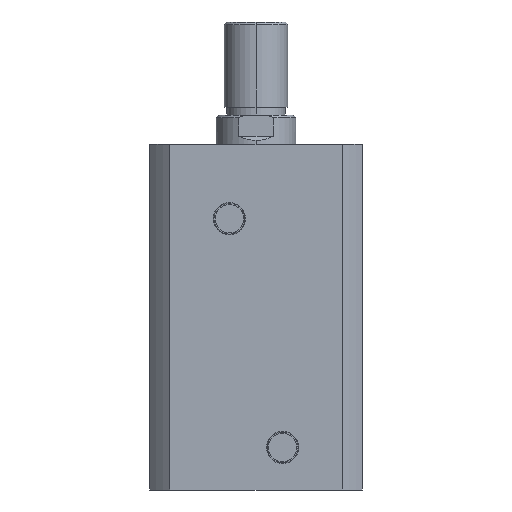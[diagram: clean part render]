
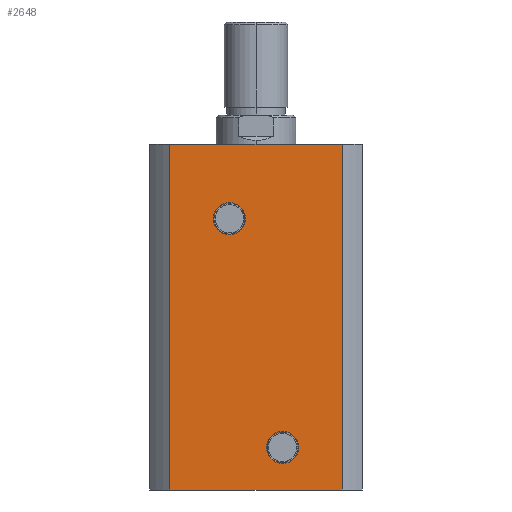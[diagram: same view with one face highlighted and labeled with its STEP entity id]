
A CAD part, left-side view. The second image highlights one B-rep face of the part: STEP entity #2648.
In plain terms, the highlighted planar face has unit normal (-1, 0, 0).
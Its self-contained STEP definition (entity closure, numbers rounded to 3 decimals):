
#154 = EDGE_LOOP ( 'NONE', ( #2739, #2740 ) ) ;
#157 = EDGE_LOOP ( 'NONE', ( #2741, #2742 ) ) ;
#158 = EDGE_LOOP ( 'NONE', ( #2743, #2744, #2745, #2746 ) ) ;
#652 = CARTESIAN_POINT ( 'NONE',  ( -40., -10., 22.06 ) ) ;
#671 = CARTESIAN_POINT ( 'NONE',  ( -40., -10., 9.94 ) ) ;
#676 = CARTESIAN_POINT ( 'NONE',  ( -40., 10., 108.06 ) ) ;
#808 = DIRECTION ( 'NONE',  ( 1., 0., 0. ) ) ;
#813 = CARTESIAN_POINT ( 'NONE',  ( -40., 0., 130. ) ) ;
#814 = PLANE ( 'NONE',  #1860 ) ;
#816 = DIRECTION ( 'NONE',  ( 0., 1., 0. ) ) ;
#906 = LINE ( 'NONE', #2278, #908 ) ;
#907 = LINE ( 'NONE', #2293, #917 ) ;
#908 = VECTOR ( 'NONE', #2272, 1000. ) ;
#909 = CIRCLE ( 'NONE', #1749, 6.06 ) ;
#910 = CIRCLE ( 'NONE', #1750, 6.06 ) ;
#911 = LINE ( 'NONE', #2287, #913 ) ;
#912 = LINE ( 'NONE', #2297, #915 ) ;
#913 = VECTOR ( 'NONE', #2288, 1000. ) ;
#915 = VECTOR ( 'NONE', #2299, 1000. ) ;
#917 = VECTOR ( 'NONE', #2300, 1000. ) ;
#1184 = FACE_OUTER_BOUND ( 'NONE', #158, .T. ) ;
#1192 = FACE_BOUND ( 'NONE', #154, .T. ) ;
#1195 = FACE_BOUND ( 'NONE', #157, .T. ) ;
#1398 = EDGE_CURVE ( 'NONE', #2586, #2567, #2459, .T. ) ;
#1406 = EDGE_CURVE ( 'NONE', #3754, #2591, #2447, .T. ) ;
#1531 = EDGE_CURVE ( 'NONE', #3009, #3195, #906, .T. ) ;
#1533 = EDGE_CURVE ( 'NONE', #2567, #2586, #909, .T. ) ;
#1534 = EDGE_CURVE ( 'NONE', #2591, #3754, #910, .T. ) ;
#1535 = EDGE_CURVE ( 'NONE', #3195, #2983, #911, .T. ) ;
#1536 = EDGE_CURVE ( 'NONE', #3180, #2983, #912, .T. ) ;
#1537 = EDGE_CURVE ( 'NONE', #3009, #3180, #907, .T. ) ;
#1704 = AXIS2_PLACEMENT_3D ( 'NONE', #2483, #2485, #2475 ) ;
#1708 = AXIS2_PLACEMENT_3D ( 'NONE', #1994, #1995, #1996 ) ;
#1749 = AXIS2_PLACEMENT_3D ( 'NONE', #2289, #2290, #2291 ) ;
#1750 = AXIS2_PLACEMENT_3D ( 'NONE', #2294, #2295, #2296 ) ;
#1860 = AXIS2_PLACEMENT_3D ( 'NONE', #813, #808, #816 ) ;
#1994 = CARTESIAN_POINT ( 'NONE',  ( -40., 10., 102. ) ) ;
#1995 = DIRECTION ( 'NONE',  ( -1., 0., 0. ) ) ;
#1996 = DIRECTION ( 'NONE',  ( 0., 0., 1. ) ) ;
#2272 = DIRECTION ( 'NONE',  ( 0., 0., -1. ) ) ;
#2278 = CARTESIAN_POINT ( 'NONE',  ( -40., 32.438, 130. ) ) ;
#2287 = CARTESIAN_POINT ( 'NONE',  ( -40., 0., 0. ) ) ;
#2288 = DIRECTION ( 'NONE',  ( 0., -1., 0. ) ) ;
#2289 = CARTESIAN_POINT ( 'NONE',  ( -40., -10., 16. ) ) ;
#2290 = DIRECTION ( 'NONE',  ( -1., 0., 0. ) ) ;
#2291 = DIRECTION ( 'NONE',  ( 0., 0., 1. ) ) ;
#2293 = CARTESIAN_POINT ( 'NONE',  ( -40., 0., 130. ) ) ;
#2294 = CARTESIAN_POINT ( 'NONE',  ( -40., 10., 102. ) ) ;
#2295 = DIRECTION ( 'NONE',  ( -1., 0., 0. ) ) ;
#2296 = DIRECTION ( 'NONE',  ( 0., 0., 1. ) ) ;
#2297 = CARTESIAN_POINT ( 'NONE',  ( -40., -32.438, 130. ) ) ;
#2299 = DIRECTION ( 'NONE',  ( 0., 0., -1. ) ) ;
#2300 = DIRECTION ( 'NONE',  ( 0., -1., 0. ) ) ;
#2447 = CIRCLE ( 'NONE', #1708, 6.06 ) ;
#2459 = CIRCLE ( 'NONE', #1704, 6.06 ) ;
#2475 = DIRECTION ( 'NONE',  ( 0., 0., 1. ) ) ;
#2483 = CARTESIAN_POINT ( 'NONE',  ( -40., -10., 16. ) ) ;
#2485 = DIRECTION ( 'NONE',  ( -1., 0., 0. ) ) ;
#2567 = VERTEX_POINT ( 'NONE', #652 ) ;
#2586 = VERTEX_POINT ( 'NONE', #671 ) ;
#2591 = VERTEX_POINT ( 'NONE', #676 ) ;
#2648 = ADVANCED_FACE ( 'NONE', ( #1192, #1195, #1184 ), #814, .F. ) ;
#2739 = ORIENTED_EDGE ( 'NONE', *, *, #1533, .F. ) ;
#2740 = ORIENTED_EDGE ( 'NONE', *, *, #1398, .F. ) ;
#2741 = ORIENTED_EDGE ( 'NONE', *, *, #1534, .F. ) ;
#2742 = ORIENTED_EDGE ( 'NONE', *, *, #1406, .F. ) ;
#2743 = ORIENTED_EDGE ( 'NONE', *, *, #1535, .T. ) ;
#2744 = ORIENTED_EDGE ( 'NONE', *, *, #1536, .F. ) ;
#2745 = ORIENTED_EDGE ( 'NONE', *, *, #1537, .F. ) ;
#2746 = ORIENTED_EDGE ( 'NONE', *, *, #1531, .T. ) ;
#2983 = VERTEX_POINT ( 'NONE', #3462 ) ;
#3009 = VERTEX_POINT ( 'NONE', #3475 ) ;
#3180 = VERTEX_POINT ( 'NONE', #3515 ) ;
#3195 = VERTEX_POINT ( 'NONE', #3524 ) ;
#3462 = CARTESIAN_POINT ( 'NONE',  ( -40., -32.438, 0. ) ) ;
#3475 = CARTESIAN_POINT ( 'NONE',  ( -40., 32.438, 130. ) ) ;
#3515 = CARTESIAN_POINT ( 'NONE',  ( -40., -32.438, 130. ) ) ;
#3524 = CARTESIAN_POINT ( 'NONE',  ( -40., 32.438, 0. ) ) ;
#3543 = CARTESIAN_POINT ( 'NONE',  ( -40., 10., 95.94 ) ) ;
#3754 = VERTEX_POINT ( 'NONE', #3543 ) ;
